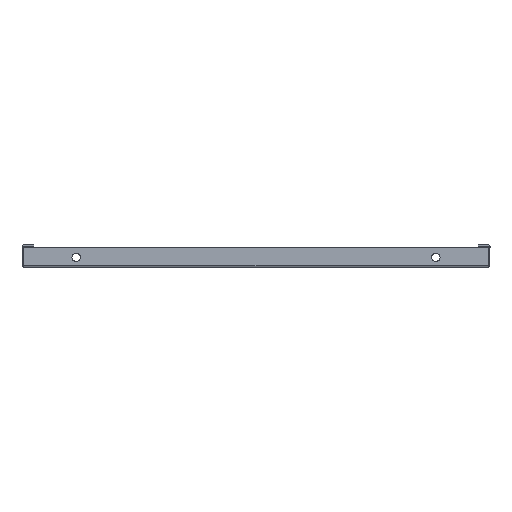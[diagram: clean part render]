
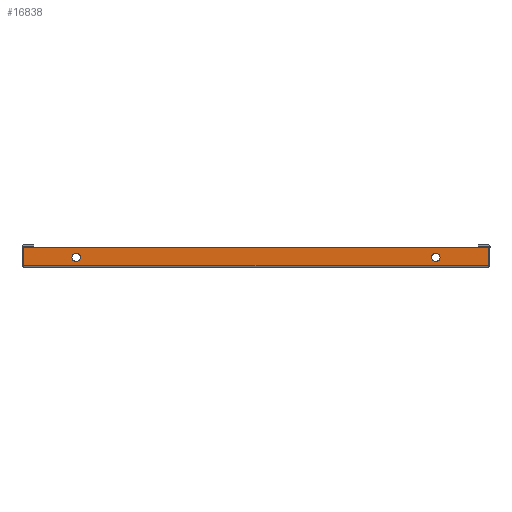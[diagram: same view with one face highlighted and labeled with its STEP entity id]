
A CAD part, front view. The second image highlights one B-rep face of the part: STEP entity #16838.
In plain terms, the highlighted planar face has unit normal (0, -1, 0).
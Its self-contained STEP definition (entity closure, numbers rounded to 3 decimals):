
#993 = VERTEX_POINT ( 'NONE', #26118 ) ;
#1985 = DIRECTION ( 'NONE',  ( 0., 0., -1. ) ) ;
#1990 = DIRECTION ( 'NONE',  ( 0., -1., 0. ) ) ;
#2016 = CARTESIAN_POINT ( 'NONE',  ( 221.4, -680.5, 1.51 ) ) ;
#2022 = DIRECTION ( 'NONE',  ( -1., 0., 0. ) ) ;
#2024 = DIRECTION ( 'NONE',  ( 0., 1., 0. ) ) ;
#2027 = PLANE ( 'NONE',  #2861 ) ;
#2031 = DIRECTION ( 'NONE',  ( 0., 0., 1. ) ) ;
#2033 = CARTESIAN_POINT ( 'NONE',  ( -221.5, -680.5, 18.5 ) ) ;
#2035 = CARTESIAN_POINT ( 'NONE',  ( -171.4, -680.5, 9.5 ) ) ;
#2060 = CARTESIAN_POINT ( 'NONE',  ( -221.4, -680.5, 1.51 ) ) ;
#2169 = CARTESIAN_POINT ( 'NONE',  ( 171.4, -680.5, 9.5 ) ) ;
#2170 = DIRECTION ( 'NONE',  ( -1., 0., 0. ) ) ;
#2171 = CARTESIAN_POINT ( 'NONE',  ( -221.5, -680.5, 1.51 ) ) ;
#2327 = DIRECTION ( 'NONE',  ( 0., 0., -1. ) ) ;
#2328 = DIRECTION ( 'NONE',  ( 0., 1., 0. ) ) ;
#2339 = DIRECTION ( 'NONE',  ( 0., 0., 1. ) ) ;
#2351 = DIRECTION ( 'NONE',  ( -1., 0., 0. ) ) ;
#2352 = CARTESIAN_POINT ( 'NONE',  ( -221.5, -680.5, 18.5 ) ) ;
#2362 = CARTESIAN_POINT ( 'NONE',  ( 171.4, -680.5, 9.5 ) ) ;
#2467 = DIRECTION ( 'NONE',  ( 0., 0., -1. ) ) ;
#2468 = DIRECTION ( 'NONE',  ( 0., 1., 0. ) ) ;
#2602 = DIRECTION ( 'NONE',  ( 0., 0., -1. ) ) ;
#2607 = DIRECTION ( 'NONE',  ( 0., -1., 0. ) ) ;
#2617 = CARTESIAN_POINT ( 'NONE',  ( -171.4, -680.5, 9.5 ) ) ;
#2719 = AXIS2_PLACEMENT_3D ( 'NONE', #2362, #2328, #2327 ) ;
#2726 = AXIS2_PLACEMENT_3D ( 'NONE', #2617, #2607, #2602 ) ;
#2815 = AXIS2_PLACEMENT_3D ( 'NONE', #2035, #1990, #1985 ) ;
#2861 = AXIS2_PLACEMENT_3D ( 'NONE', #2033, #2024, #2022 ) ;
#2950 = AXIS2_PLACEMENT_3D ( 'NONE', #2169, #2468, #2467 ) ;
#9849 = EDGE_CURVE ( 'NONE', #26360, #26292, #24647, .T. ) ;
#9881 = EDGE_CURVE ( 'NONE', #993, #26395, #24599, .T. ) ;
#9883 = EDGE_CURVE ( 'NONE', #26292, #26360, #24584, .T. ) ;
#9884 = EDGE_CURVE ( 'NONE', #26393, #26395, #24588, .T. ) ;
#9885 = EDGE_CURVE ( 'NONE', #26409, #26393, #24585, .T. ) ;
#9886 = EDGE_CURVE ( 'NONE', #26409, #993, #24581, .T. ) ;
#9887 = EDGE_CURVE ( 'NONE', #26391, #26312, #24577, .T. ) ;
#10036 = EDGE_CURVE ( 'NONE', #26312, #26391, #24325, .T. ) ;
#13017 = ORIENTED_EDGE ( 'NONE', *, *, #9884, .T. ) ;
#13018 = ORIENTED_EDGE ( 'NONE', *, *, #9885, .T. ) ;
#13023 = ORIENTED_EDGE ( 'NONE', *, *, #9881, .F. ) ;
#13024 = ORIENTED_EDGE ( 'NONE', *, *, #9886, .F. ) ;
#13025 = ORIENTED_EDGE ( 'NONE', *, *, #9883, .F. ) ;
#13026 = ORIENTED_EDGE ( 'NONE', *, *, #9849, .F. ) ;
#13027 = ORIENTED_EDGE ( 'NONE', *, *, #10036, .T. ) ;
#13028 = ORIENTED_EDGE ( 'NONE', *, *, #9887, .T. ) ;
#14278 = CARTESIAN_POINT ( 'NONE',  ( 221.4, -680.5, 1.51 ) ) ;
#14293 = CARTESIAN_POINT ( 'NONE',  ( -221.4, -680.5, 18.5 ) ) ;
#14295 = CARTESIAN_POINT ( 'NONE',  ( 221.4, -680.5, 18.5 ) ) ;
#14297 = CARTESIAN_POINT ( 'NONE',  ( 171.4, -680.5, 13.5 ) ) ;
#14331 = CARTESIAN_POINT ( 'NONE',  ( -171.4, -680.5, 13.5 ) ) ;
#14381 = CARTESIAN_POINT ( 'NONE',  ( 171.4, -680.5, 5.5 ) ) ;
#14402 = CARTESIAN_POINT ( 'NONE',  ( -171.4, -680.5, 5.5 ) ) ;
#16838 = ADVANCED_FACE ( 'NONE', ( #24264, #24268, #24261 ), #2027, .F. ) ;
#23495 = EDGE_LOOP ( 'NONE', ( #13018, #13017, #13023, #13024 ) ) ;
#23500 = EDGE_LOOP ( 'NONE', ( #13025, #13026 ) ) ;
#23502 = EDGE_LOOP ( 'NONE', ( #13027, #13028 ) ) ;
#24261 = FACE_BOUND ( 'NONE', #23502, .T. ) ;
#24264 = FACE_OUTER_BOUND ( 'NONE', #23495, .T. ) ;
#24268 = FACE_BOUND ( 'NONE', #23500, .T. ) ;
#24325 = CIRCLE ( 'NONE', #2719, 4. ) ;
#24577 = CIRCLE ( 'NONE', #2950, 4. ) ;
#24580 = VECTOR ( 'NONE', #2170, 1000. ) ;
#24581 = LINE ( 'NONE', #2171, #24580 ) ;
#24583 = VECTOR ( 'NONE', #2339, 1000. ) ;
#24584 = CIRCLE ( 'NONE', #2815, 4. ) ;
#24585 = LINE ( 'NONE', #2016, #24583 ) ;
#24587 = VECTOR ( 'NONE', #2351, 1000. ) ;
#24588 = LINE ( 'NONE', #2352, #24587 ) ;
#24590 = VECTOR ( 'NONE', #2031, 1000. ) ;
#24599 = LINE ( 'NONE', #2060, #24590 ) ;
#24647 = CIRCLE ( 'NONE', #2726, 4. ) ;
#26118 = CARTESIAN_POINT ( 'NONE',  ( -221.4, -680.5, 1.51 ) ) ;
#26292 = VERTEX_POINT ( 'NONE', #14402 ) ;
#26312 = VERTEX_POINT ( 'NONE', #14381 ) ;
#26360 = VERTEX_POINT ( 'NONE', #14331 ) ;
#26391 = VERTEX_POINT ( 'NONE', #14297 ) ;
#26393 = VERTEX_POINT ( 'NONE', #14295 ) ;
#26395 = VERTEX_POINT ( 'NONE', #14293 ) ;
#26409 = VERTEX_POINT ( 'NONE', #14278 ) ;
